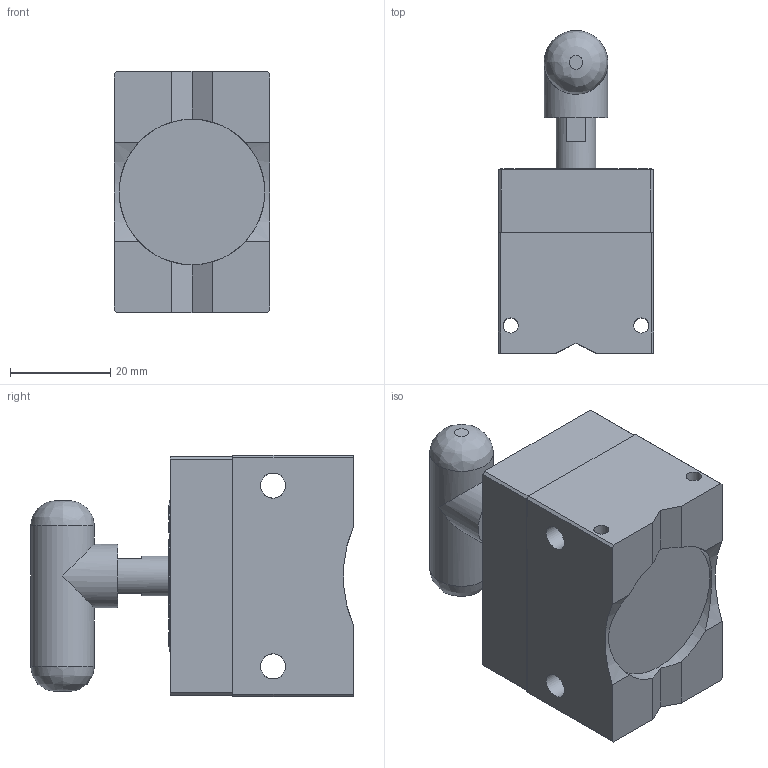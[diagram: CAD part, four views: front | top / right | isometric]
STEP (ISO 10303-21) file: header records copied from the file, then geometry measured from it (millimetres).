
FILE_DESCRIPTION(/* description */ (''),/* implementation_level */ '2;1');
FILE_NAME(/* name */ 'MS-8100494 - Customer.stp',/* time_stamp */ '2014-05-16T15:19:36+02:00',/* author */ ('rm'),/* organization */ (''),/* preprocessor_version */ 'ST-DEVELOPER v15.2',/* originating_system */ 'Autodesk Inventor 2014',/* authorisation */ '');
FILE_SCHEMA (('AUTOMOTIVE_DESIGN { 1 0 10303 214 3 1 1 }'));
Length unit declared in the file: millimetre
Products named in the file (3): MS-8100494; E0016809
Bounding box: 31 x 64.25 x 48 mm (x, y, z)
Volume: 108.6 mm3; surface area: 13748.7 mm2
Topology: 1 solids, 11 shells, 662 faces, 1756 edges, 1165 vertices
Faces by surface type: plane 340, bspline 268, cone 28, cylinder 26
Full cylindrical faces by diameter (mm): 3 x4, 5 x4, 6 x4, 7.95 x1, 12.7 x2, 13.5 x1, 15 x1, 29 x1, 30 x1
Entity records: 22822 total; most frequent: CARTESIAN_POINT 8080, ORIENTED_EDGE 3398, DIRECTION 2074, EDGE_CURVE 1727, VERTEX_POINT 1160, LINE 1042, VECTOR 1042, EDGE_LOOP 766
